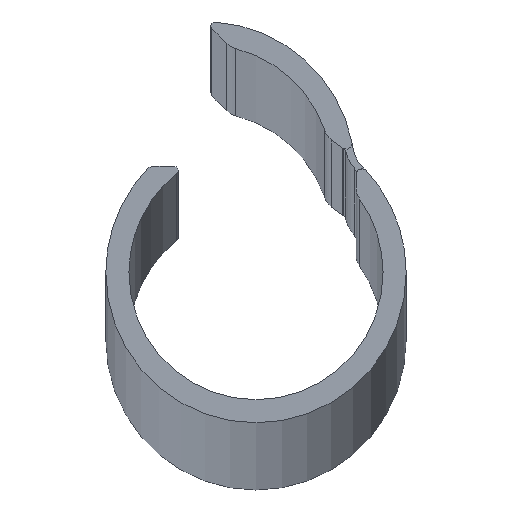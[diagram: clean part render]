
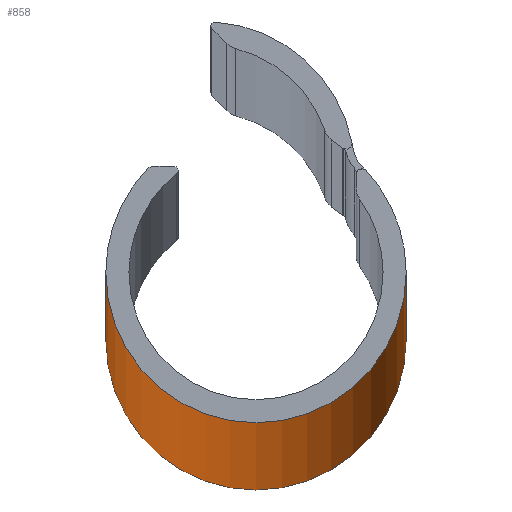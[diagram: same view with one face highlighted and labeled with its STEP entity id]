
A CAD part, top view. The second image highlights one B-rep face of the part: STEP entity #858.
In plain terms, the highlighted cylindrical face has radius 7.801 mm (diameter 15.601 mm), a partial arc.
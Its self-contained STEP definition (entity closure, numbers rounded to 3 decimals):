
#73 = CARTESIAN_POINT ( 'NONE',  ( -7.801, -0.001, 0. ) ) ;
#132 = CARTESIAN_POINT ( 'NONE',  ( -7.801, -0.001, -2000. ) ) ;
#224 = ORIENTED_EDGE ( 'NONE', *, *, #1212, .T. ) ;
#297 = DIRECTION ( 'NONE',  ( 1., 0., 0. ) ) ;
#346 = CYLINDRICAL_SURFACE ( 'NONE', #930, 7.801 ) ;
#357 = VERTEX_POINT ( 'NONE', #132 ) ;
#386 = CARTESIAN_POINT ( 'NONE',  ( 0., -0.001, 0. ) ) ;
#404 = EDGE_CURVE ( 'NONE', #990, #800, #717, .T. ) ;
#441 = CARTESIAN_POINT ( 'NONE',  ( 0., -0.001, -2000. ) ) ;
#447 = ORIENTED_EDGE ( 'NONE', *, *, #785, .F. ) ;
#475 = LINE ( 'NONE', #1010, #1234 ) ;
#476 = DIRECTION ( 'NONE',  ( 1., 0., 0. ) ) ;
#509 = CIRCLE ( 'NONE', #989, 7.801 ) ;
#528 = DIRECTION ( 'NONE',  ( 1., 0., 0. ) ) ;
#597 = EDGE_CURVE ( 'NONE', #357, #769, #475, .T. ) ;
#615 = DIRECTION ( 'NONE',  ( 0., 0., 1. ) ) ;
#627 = DIRECTION ( 'NONE',  ( 0., 0., 1. ) ) ;
#651 = AXIS2_PLACEMENT_3D ( 'NONE', #441, #1129, #528 ) ;
#657 = FACE_OUTER_BOUND ( 'NONE', #1191, .T. ) ;
#677 = CARTESIAN_POINT ( 'NONE',  ( 7.801, -0.001, -2000. ) ) ;
#717 = LINE ( 'NONE', #1225, #859 ) ;
#769 = VERTEX_POINT ( 'NONE', #73 ) ;
#776 = DIRECTION ( 'NONE',  ( 0., 0., 1. ) ) ;
#785 = EDGE_CURVE ( 'NONE', #769, #800, #509, .T. ) ;
#800 = VERTEX_POINT ( 'NONE', #968 ) ;
#854 = ORIENTED_EDGE ( 'NONE', *, *, #597, .F. ) ;
#858 = ADVANCED_FACE ( 'NONE', ( #657 ), #346, .T. ) ;
#859 = VECTOR ( 'NONE', #627, 1000. ) ;
#874 = CARTESIAN_POINT ( 'NONE',  ( 0., -0.001, -2000. ) ) ;
#930 = AXIS2_PLACEMENT_3D ( 'NONE', #874, #776, #297 ) ;
#948 = CIRCLE ( 'NONE', #651, 7.801 ) ;
#968 = CARTESIAN_POINT ( 'NONE',  ( 7.801, -0.001, 0. ) ) ;
#989 = AXIS2_PLACEMENT_3D ( 'NONE', #386, #1062, #476 ) ;
#990 = VERTEX_POINT ( 'NONE', #677 ) ;
#1010 = CARTESIAN_POINT ( 'NONE',  ( -7.801, -0.001, -2000. ) ) ;
#1062 = DIRECTION ( 'NONE',  ( 0., 0., 1. ) ) ;
#1129 = DIRECTION ( 'NONE',  ( 0., 0., 1. ) ) ;
#1191 = EDGE_LOOP ( 'NONE', ( #854, #224, #1268, #447 ) ) ;
#1212 = EDGE_CURVE ( 'NONE', #357, #990, #948, .T. ) ;
#1225 = CARTESIAN_POINT ( 'NONE',  ( 7.801, -0.001, -2000. ) ) ;
#1234 = VECTOR ( 'NONE', #615, 1000. ) ;
#1268 = ORIENTED_EDGE ( 'NONE', *, *, #404, .T. ) ;
